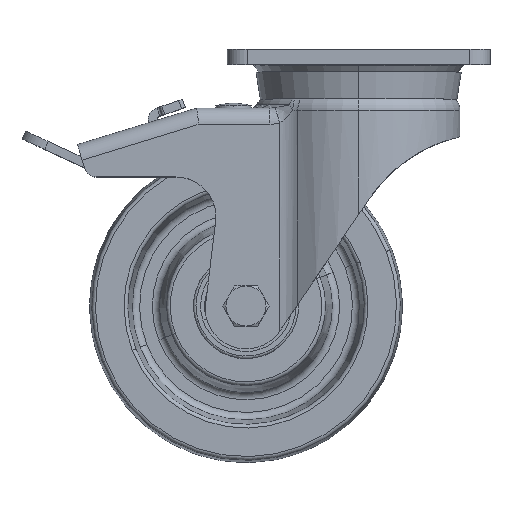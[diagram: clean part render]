
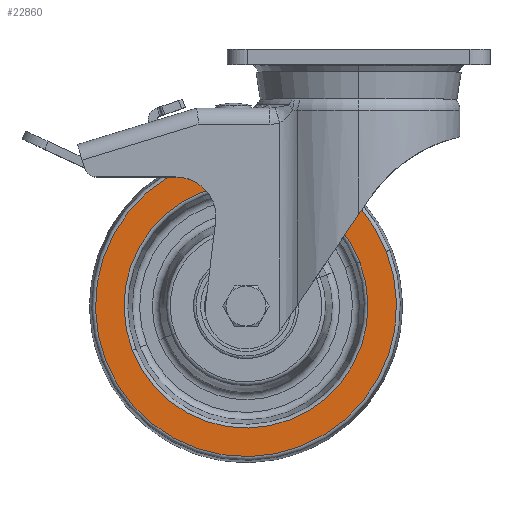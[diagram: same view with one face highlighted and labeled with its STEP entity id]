
A CAD part, top view. The second image highlights one B-rep face of the part: STEP entity #22860.
In plain terms, the highlighted planar face has unit normal (0, 0, 1).
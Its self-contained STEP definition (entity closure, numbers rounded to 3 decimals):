
#30 = DIRECTION ( 'NONE',  ( 0., 0., -1. ) ) ;
#2234 = DIRECTION ( 'NONE',  ( 0.932, 0.362, 0. ) ) ;
#4043 = AXIS2_PLACEMENT_3D ( 'NONE', #33929, #56481, #2234 ) ;
#4134 = CARTESIAN_POINT ( 'NONE',  ( 11.068, -80.376, 20. ) ) ;
#4715 = AXIS2_PLACEMENT_3D ( 'NONE', #28391, #19960, #33354 ) ;
#7761 = FACE_OUTER_BOUND ( 'NONE', #49409, .T. ) ;
#9878 = CARTESIAN_POINT ( 'NONE',  ( -45., -102.15, 20. ) ) ;
#10674 = DIRECTION ( 'NONE',  ( 0., 0., 1. ) ) ;
#13533 = CARTESIAN_POINT ( 'NONE',  ( -45., -102.15, 20. ) ) ;
#16935 = CARTESIAN_POINT ( 'NONE',  ( -101.068, -123.924, 20. ) ) ;
#18675 = CIRCLE ( 'NONE', #41884, 60.148 ) ;
#19866 = CARTESIAN_POINT ( 'NONE',  ( -90.441, -119.797, 20. ) ) ;
#19955 = ORIENTED_EDGE ( 'NONE', *, *, #56001, .T. ) ;
#19960 = DIRECTION ( 'NONE',  ( 0., 0., 1. ) ) ;
#20469 = VERTEX_POINT ( 'NONE', #16935 ) ;
#21095 = EDGE_CURVE ( 'NONE', #20469, #22022, #18675, .T. ) ;
#22007 = DIRECTION ( 'NONE',  ( 0.932, 0.362, 0. ) ) ;
#22022 = VERTEX_POINT ( 'NONE', #4134 ) ;
#22782 = ORIENTED_EDGE ( 'NONE', *, *, #28440, .T. ) ;
#22860 = ADVANCED_FACE ( 'NONE', ( #41026, #7761 ), #39596, .T. ) ;
#24890 = CIRCLE ( 'NONE', #50962, 48.748 ) ;
#27573 = EDGE_LOOP ( 'NONE', ( #55717, #19955 ) ) ;
#28391 = CARTESIAN_POINT ( 'NONE',  ( -45., -102.15, 20. ) ) ;
#28440 = EDGE_CURVE ( 'NONE', #22022, #20469, #50524, .T. ) ;
#33188 = EDGE_CURVE ( 'NONE', #52759, #48094, #24890, .T. ) ;
#33354 = DIRECTION ( 'NONE',  ( 0.932, 0.362, 0. ) ) ;
#33929 = CARTESIAN_POINT ( 'NONE',  ( -45., -102.15, 20. ) ) ;
#35980 = AXIS2_PLACEMENT_3D ( 'NONE', #45143, #44355, #22007 ) ;
#39596 = PLANE ( 'NONE',  #35980 ) ;
#39700 = ORIENTED_EDGE ( 'NONE', *, *, #21095, .T. ) ;
#41026 = FACE_BOUND ( 'NONE', #27573, .T. ) ;
#41884 = AXIS2_PLACEMENT_3D ( 'NONE', #9878, #10674, #42360 ) ;
#42196 = CIRCLE ( 'NONE', #4043, 48.748 ) ;
#42360 = DIRECTION ( 'NONE',  ( 0.932, 0.362, 0. ) ) ;
#44355 = DIRECTION ( 'NONE',  ( 0., 0., 1. ) ) ;
#45143 = CARTESIAN_POINT ( 'NONE',  ( -67.264, -44.821, 20. ) ) ;
#48094 = VERTEX_POINT ( 'NONE', #19866 ) ;
#49409 = EDGE_LOOP ( 'NONE', ( #22782, #39700 ) ) ;
#49611 = DIRECTION ( 'NONE',  ( 0.932, 0.362, 0. ) ) ;
#50524 = CIRCLE ( 'NONE', #4715, 60.148 ) ;
#50962 = AXIS2_PLACEMENT_3D ( 'NONE', #13533, #30, #49611 ) ;
#52759 = VERTEX_POINT ( 'NONE', #55376 ) ;
#55376 = CARTESIAN_POINT ( 'NONE',  ( 0.441, -84.503, 20. ) ) ;
#55717 = ORIENTED_EDGE ( 'NONE', *, *, #33188, .T. ) ;
#56001 = EDGE_CURVE ( 'NONE', #48094, #52759, #42196, .T. ) ;
#56481 = DIRECTION ( 'NONE',  ( 0., 0., -1. ) ) ;
